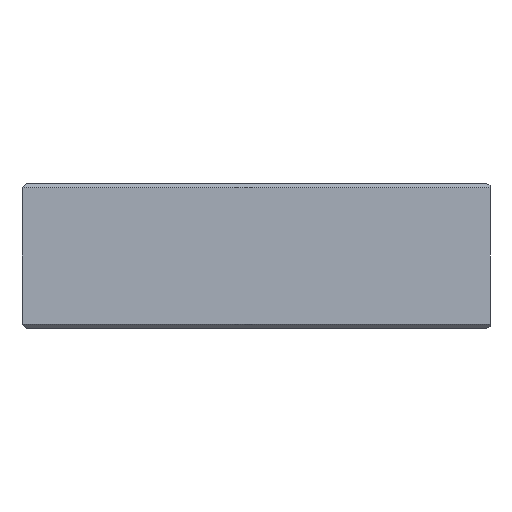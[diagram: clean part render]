
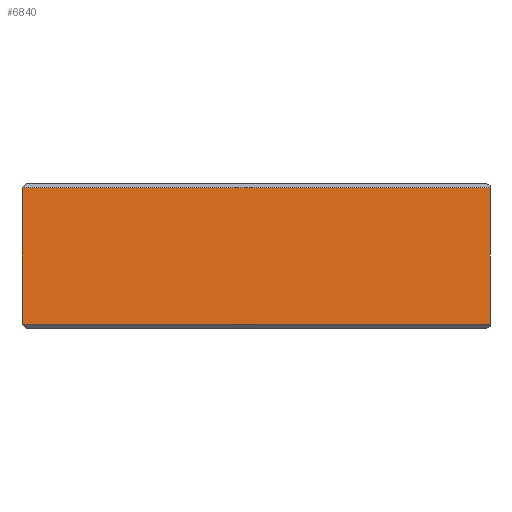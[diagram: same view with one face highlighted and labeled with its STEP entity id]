
A CAD part, front view. The second image highlights one B-rep face of the part: STEP entity #6840.
In plain terms, the highlighted planar face has unit normal (0.707, -0.707, 0).
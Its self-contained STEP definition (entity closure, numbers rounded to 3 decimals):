
#600=CARTESIAN_POINT('',(-1.,-2.414,-0.5));
#610=VERTEX_POINT('',#600);
#1730=CARTESIAN_POINT('',(0.,-1.414,-0.5));
#1740=DIRECTION('',(-0.707,-0.707,
0.));
#1750=VECTOR('',#1740,1.);
#1760=LINE('',#1730,#1750);
#1770=CARTESIAN_POINT('',(50.5,49.086,-0.5));
#1780=VERTEX_POINT('',#1770);
#1790=EDGE_CURVE('',#1780,#610,#1760,.T.);
#3780=CARTESIAN_POINT('',(-1.,-2.414,14.5));
#3790=VERTEX_POINT('',#3780);
#5830=CARTESIAN_POINT('',(50.5,49.086,14.5));
#5840=VERTEX_POINT('',#5830);
#5870=CARTESIAN_POINT('',(0.,-1.414,14.5));
#5880=DIRECTION('',(-0.707,-0.707,
0.));
#5890=VECTOR('',#5880,1.);
#5900=LINE('',#5870,#5890);
#5910=EDGE_CURVE('',#5840,#3790,#5900,.T.);
#6630=CARTESIAN_POINT('',(49.355,47.941,0.));
#6640=DIRECTION('',(0.707,-0.707,0.));
#6650=DIRECTION('',(-0.707,-0.707,0.));
#6660=AXIS2_PLACEMENT_3D('',#6630,#6640,#6650);
#6670=PLANE('',#6660);
#6680=ORIENTED_EDGE('',*,*,#1790,.F.);
#6690=CARTESIAN_POINT('',(-1.,-2.414,0.));
#6700=DIRECTION('',(0.,0.,-1.));
#6710=VECTOR('',#6700,1.);
#6720=LINE('',#6690,#6710);
#6730=EDGE_CURVE('',#3790,#610,#6720,.T.);
#6740=ORIENTED_EDGE('',*,*,#6730,.T.);
#6750=ORIENTED_EDGE('',*,*,#5910,.T.);
#6760=CARTESIAN_POINT('',(50.5,49.086,3.25));
#6770=DIRECTION('',(0.,0.,1.));
#6780=VECTOR('',#6770,1.);
#6790=LINE('',#6760,#6780);
#6800=EDGE_CURVE('',#1780,#5840,#6790,.T.);
#6810=ORIENTED_EDGE('',*,*,#6800,.T.);
#6820=EDGE_LOOP('',(#6810,#6750,#6740,#6680));
#6830=FACE_OUTER_BOUND('',#6820,.T.);
#6840=ADVANCED_FACE('',(#6830),#6670,.T.);
